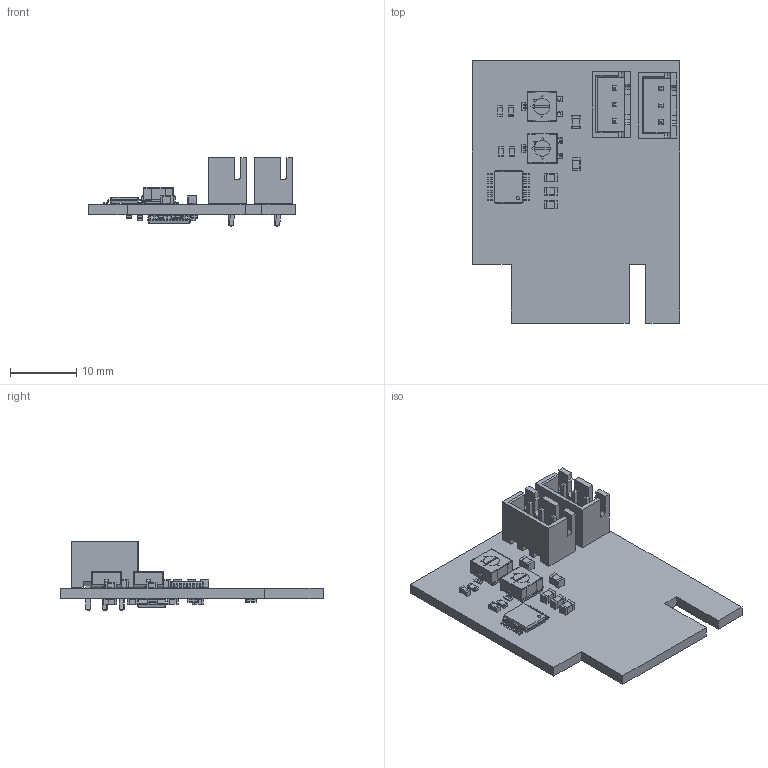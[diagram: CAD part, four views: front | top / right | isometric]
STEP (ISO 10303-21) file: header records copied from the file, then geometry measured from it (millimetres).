
FILE_DESCRIPTION(('KiCad electronic assembly'),'2;1');
FILE_NAME('analog_input.step','2024-09-30T16:07:59',('Pcbnew'),('Kicad') ,'Open CASCADE STEP processor 7.6','KiCad to STEP converter','Unknown' );
FILE_SCHEMA(('AUTOMOTIVE_DESIGN { 1 0 10303 214 1 1 1 1 }'));
Length unit declared in the file: millimetre
Products named in the file (16): analog_input 1; C_0805_2012Metric; R_0603_1608Metric; C_0603_1608Metric; JST_XH_B3B-XH-A_1x03_P2.50mm_Vertical; JST_B3B_XH_A; TSSOP-14_4.4x5mm_P0.65mm; TSSOP_14_44x5mm_P065mm; Potentiometer_Bourns_3314G_Vertical; TSSOP-20_4.4x6.5mm_P0.65mm; TSSOP_20_44x65mm_P065mm; analog_input_PCB
Assembly tree (36 placements, depth 3):
  analog_input 1
    C_0805_2012Metric  x5
      C_0805_2012Metric
    R_0603_1608Metric  x9
      R_0603_1608Metric
    C_0603_1608Metric  x8
      C_0603_1608Metric
    JST_XH_B3B-XH-A_1x03_P2.50mm_Vertical  x2
      JST_B3B_XH_A
    TSSOP-14_4.4x5mm_P0.65mm
      TSSOP_14_44x5mm_P065mm
    Potentiometer_Bourns_3314G_Vertical  x2
      Potentiometer_Bourns_3314G_Vertical
    TSSOP-20_4.4x6.5mm_P0.65mm
      TSSOP_20_44x65mm_P065mm
    analog_input_PCB
Bounding box: 31.24 x 39.59 x 10.4 mm (x, y, z)
Volume: 2435.9 mm3; surface area: 4169.3 mm2
Topology: 29 solids, 29 shells, 1785 faces, 4627 edges, 2954 vertices
Faces by surface type: plane 1215, cylinder 472, bspline 82, sphere 8, torus 8
Full cylindrical faces by diameter (mm): 0.5 x2, 0.95 x6
Entity records: 36488 total; most frequent: CARTESIAN_POINT 5476, ORIENTED_EDGE 5090, DIRECTION 4791, EDGE_CURVE 2545, LINE 2033, VECTOR 2033, VERTEX_POINT 1608, AXIS2_PLACEMENT_3D 1379
